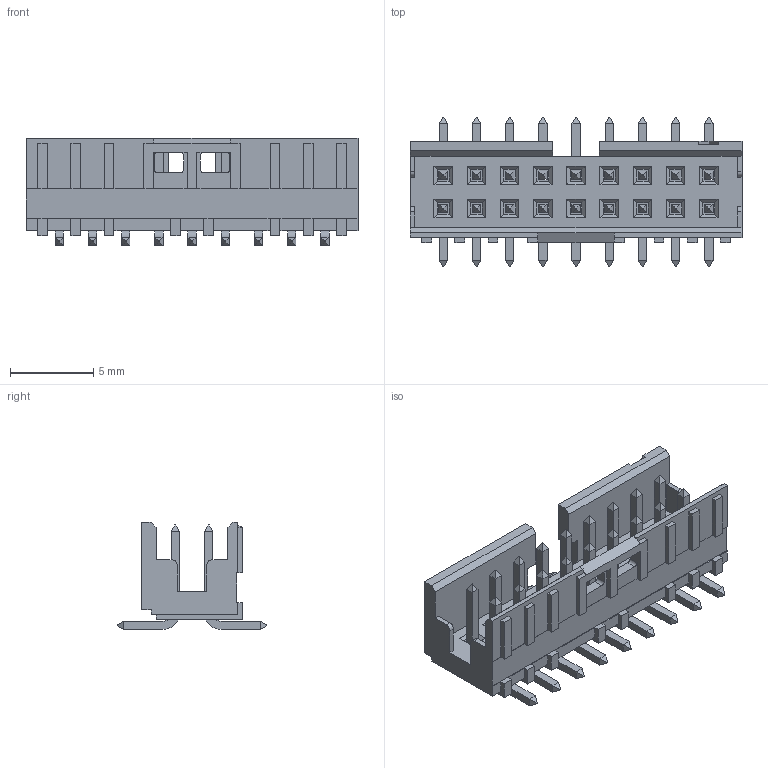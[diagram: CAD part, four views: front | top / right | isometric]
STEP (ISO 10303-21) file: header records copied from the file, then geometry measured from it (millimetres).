
FILE_DESCRIPTION((''),'2;1');
FILE_NAME('98424-X52-18_ASM','2008-08-22T',('lsaillard'),('FCI - CDC Division'),'PRO/ENGINEER BY PARAMETRIC TECHNOLOGY CORPORATION, 2008010','PRO/ENGINEER BY PARAMETRIC TECHNOLOGY CORPORATION, 2008010','');
FILE_SCHEMA(('CONFIG_CONTROL_DESIGN'));
Length unit declared in the file: millimetre
Products named in the file (1): 98424-X52-18_ASM
Bounding box: 20 x 9 x 6.45 mm (x, y, z)
Volume: 304.9 mm3; surface area: 1013.8 mm2
Topology: 1 solids, 1 shells, 750 faces, 1900 edges, 1168 vertices
Faces by surface type: plane 702, cylinder 48
Entity records: 21890 total; most frequent: CARTESIAN_POINT 3818, ORIENTED_EDGE 3800, DIRECTION 3496, EDGE_CURVE 1900, VECTOR 1804, LINE 1804, VERTEX_POINT 1168, AXIS2_PLACEMENT_3D 846
